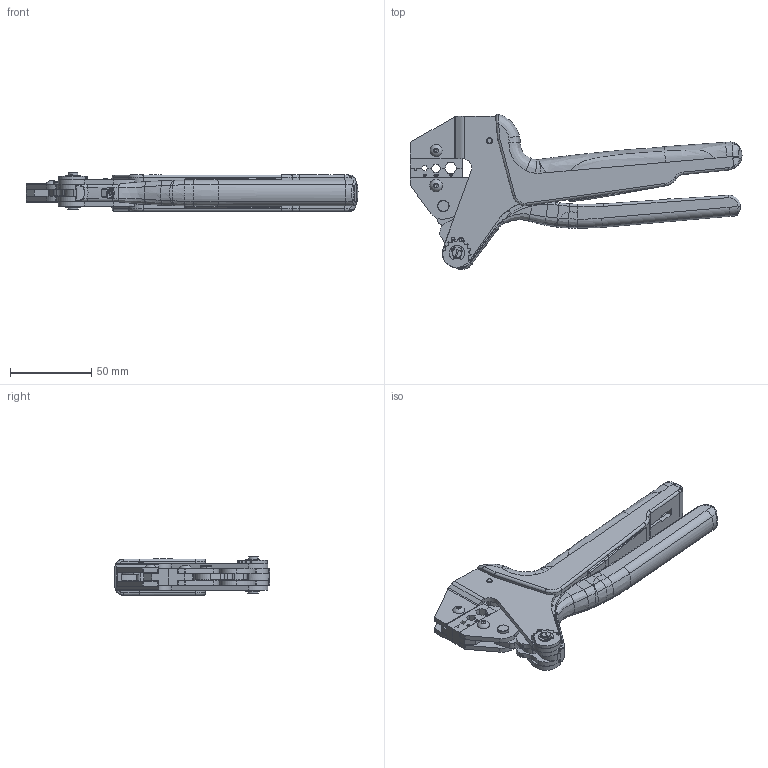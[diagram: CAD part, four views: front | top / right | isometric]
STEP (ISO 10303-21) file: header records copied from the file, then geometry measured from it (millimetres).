
FILE_DESCRIPTION(/* description */ (''),/* implementation_level */ '2;1');
FILE_NAME(/* name */ '100642774ugm000_a.stp',/* time_stamp */ '2015-10-09T07:52:42+02:00',/* author */ (''),/* organization */ (''),/* preprocessor_version */ 'ST-DEVELOPER v15',/* originating_system */ 'SIEMENS PLM Software NX 8.5',/* authorisation */ '');
FILE_SCHEMA (('AUTOMOTIVE_DESIGN { 1 0 10303 214 3 1 1 1 }'));
Length unit declared in the file: millimetre
Products named in the file (1): 100642774ugm000_a
Bounding box: 203.88 x 95.28 x 23.76 mm (x, y, z)
Volume: 126495.6 mm3; surface area: 69917.7 mm2
Topology: 3 solids, 14 shells, 1140 faces, 3138 edges, 2038 vertices
Faces by surface type: cylinder 406, plane 400, bspline 134, cone 92, torus 55, extrusion 47, sphere 5, revolution 1
Full cylindrical faces by diameter (mm): 4 x2, 7 x2
Entity records: 57549 total; most frequent: CARTESIAN_POINT 29069, ORIENTED_EDGE 6226, DIRECTION 4746, EDGE_CURVE 3113, VERTEX_POINT 2032, AXIS2_PLACEMENT_3D 1832, EDGE_LOOP 1293, B_SPLINE_CURVE_WITH_KNOTS 1211
